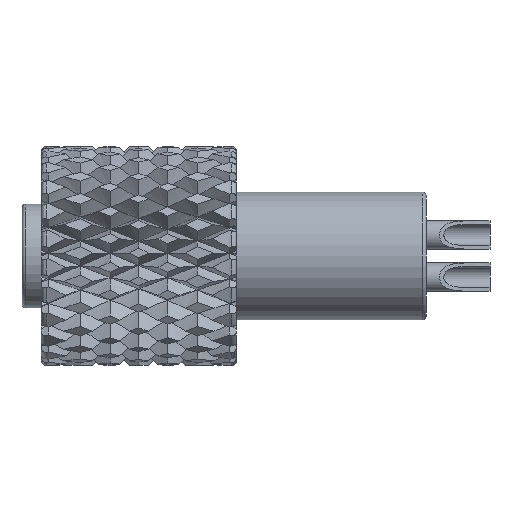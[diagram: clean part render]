
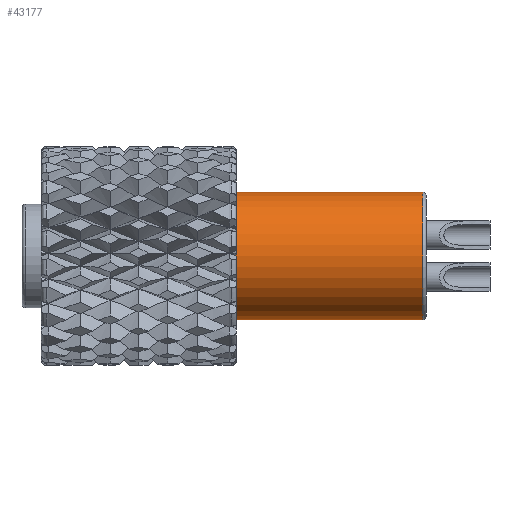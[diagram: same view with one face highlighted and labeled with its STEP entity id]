
A CAD part, front view. The second image highlights one B-rep face of the part: STEP entity #43177.
In plain terms, the highlighted cylindrical face has radius 1.9 mm (diameter 3.8 mm), a partial arc.
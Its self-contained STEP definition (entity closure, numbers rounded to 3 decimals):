
#2784 = ORIENTED_EDGE ( 'NONE', *, *, #17530, .T. ) ;
#7094 = DIRECTION ( 'NONE',  ( 1., 0., 0. ) ) ;
#7511 = CYLINDRICAL_SURFACE ( 'NONE', #8161, 1.9 ) ;
#7856 = ORIENTED_EDGE ( 'NONE', *, *, #43824, .F. ) ;
#8161 = AXIS2_PLACEMENT_3D ( 'NONE', #35965, #42955, #22621 ) ;
#8736 = DIRECTION ( 'NONE',  ( 1., 0., 0. ) ) ;
#9826 = VERTEX_POINT ( 'NONE', #11126 ) ;
#10449 = ORIENTED_EDGE ( 'NONE', *, *, #27725, .T. ) ;
#11126 = CARTESIAN_POINT ( 'NONE',  ( 5.67, 0., -1.9 ) ) ;
#12919 = CARTESIAN_POINT ( 'NONE',  ( 11.9, 0., 0. ) ) ;
#14855 = VECTOR ( 'NONE', #42331, 1000. ) ;
#17530 = EDGE_CURVE ( 'NONE', #9826, #23022, #22957, .T. ) ;
#17824 = EDGE_CURVE ( 'NONE', #23022, #29568, #44089, .T. ) ;
#18899 = FACE_OUTER_BOUND ( 'NONE', #38342, .T. ) ;
#21542 = AXIS2_PLACEMENT_3D ( 'NONE', #12919, #37119, #40782 ) ;
#22621 = DIRECTION ( 'NONE',  ( 0., 0., -1. ) ) ;
#22957 = LINE ( 'NONE', #28336, #14855 ) ;
#23022 = VERTEX_POINT ( 'NONE', #36752 ) ;
#27725 = EDGE_CURVE ( 'NONE', #31788, #9826, #31897, .T. ) ;
#27767 = CARTESIAN_POINT ( 'NONE',  ( 12., 0., 1.9 ) ) ;
#27964 = LINE ( 'NONE', #27767, #34504 ) ;
#28336 = CARTESIAN_POINT ( 'NONE',  ( 12., 0., -1.9 ) ) ;
#29568 = VERTEX_POINT ( 'NONE', #38491 ) ;
#31788 = VERTEX_POINT ( 'NONE', #33057 ) ;
#31897 = CIRCLE ( 'NONE', #36936, 1.9 ) ;
#33057 = CARTESIAN_POINT ( 'NONE',  ( 5.67, 0., 1.9 ) ) ;
#33486 = ORIENTED_EDGE ( 'NONE', *, *, #17824, .T. ) ;
#34504 = VECTOR ( 'NONE', #7094, 1000. ) ;
#35965 = CARTESIAN_POINT ( 'NONE',  ( 12., 0., 0. ) ) ;
#36752 = CARTESIAN_POINT ( 'NONE',  ( 11.9, 0., -1.9 ) ) ;
#36936 = AXIS2_PLACEMENT_3D ( 'NONE', #42936, #8736, #43234 ) ;
#37119 = DIRECTION ( 'NONE',  ( -1., 0., 0. ) ) ;
#38342 = EDGE_LOOP ( 'NONE', ( #7856, #10449, #2784, #33486 ) ) ;
#38491 = CARTESIAN_POINT ( 'NONE',  ( 11.9, 0., 1.9 ) ) ;
#40782 = DIRECTION ( 'NONE',  ( 0., 0., -1. ) ) ;
#42331 = DIRECTION ( 'NONE',  ( 1., 0., 0. ) ) ;
#42936 = CARTESIAN_POINT ( 'NONE',  ( 5.67, 0., 0. ) ) ;
#42955 = DIRECTION ( 'NONE',  ( 1., 0., 0. ) ) ;
#43177 = ADVANCED_FACE ( 'NONE', ( #18899 ), #7511, .T. ) ;
#43234 = DIRECTION ( 'NONE',  ( 0., 0., -1. ) ) ;
#43824 = EDGE_CURVE ( 'NONE', #31788, #29568, #27964, .T. ) ;
#44089 = CIRCLE ( 'NONE', #21542, 1.9 ) ;
